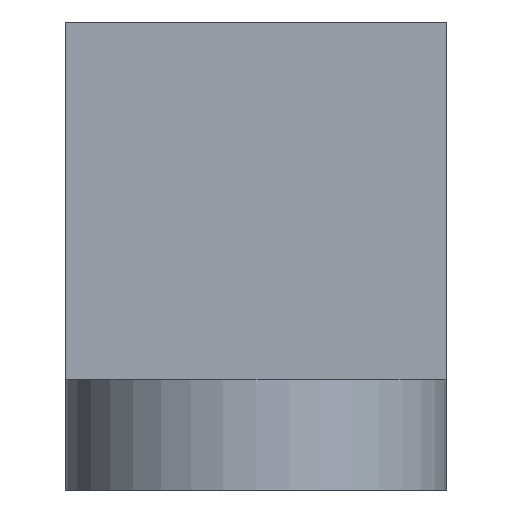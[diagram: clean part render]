
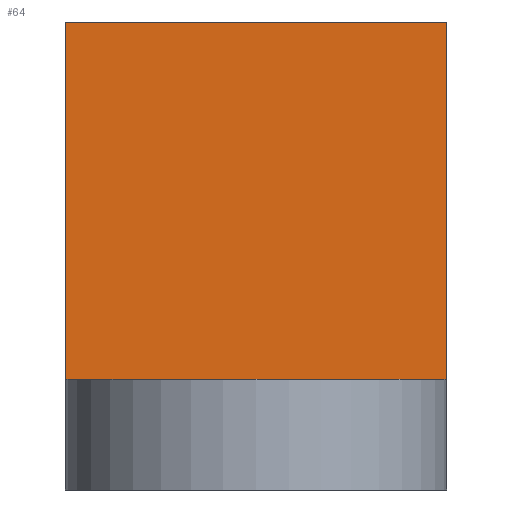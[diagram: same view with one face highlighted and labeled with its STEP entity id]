
A CAD part, left-side view. The second image highlights one B-rep face of the part: STEP entity #64.
In plain terms, the highlighted planar face has unit normal (-1, 0, 0).
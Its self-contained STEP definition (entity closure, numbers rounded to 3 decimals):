
#64=ADVANCED_FACE('',(#94),#82,.F.);
#82=PLANE('',#369);
#94=FACE_OUTER_BOUND('',#106,.T.);
#106=EDGE_LOOP('',(#130,#131,#132,#133));
#130=ORIENTED_EDGE('',*,*,#254,.F.);
#131=ORIENTED_EDGE('',*,*,#255,.F.);
#132=ORIENTED_EDGE('',*,*,#256,.T.);
#133=ORIENTED_EDGE('',*,*,#257,.T.);
#222=VERTEX_POINT('',#497);
#223=VERTEX_POINT('',#498);
#224=VERTEX_POINT('',#500);
#225=VERTEX_POINT('',#502);
#254=EDGE_CURVE('',#222,#223,#300,.T.);
#255=EDGE_CURVE('',#224,#222,#301,.T.);
#256=EDGE_CURVE('',#224,#225,#302,.T.);
#257=EDGE_CURVE('',#225,#223,#303,.T.);
#300=LINE('',#496,#334);
#301=LINE('',#499,#335);
#302=LINE('',#501,#336);
#303=LINE('',#503,#337);
#334=VECTOR('',#401,1.);
#335=VECTOR('',#402,1.);
#336=VECTOR('',#403,1.);
#337=VECTOR('',#404,1.);
#369=AXIS2_PLACEMENT_3D('',#504,#405,#406);
#401=DIRECTION('',(0.,1.,0.));
#402=DIRECTION('',(0.,0.,-1.));
#403=DIRECTION('',(0.,1.,0.));
#404=DIRECTION('',(0.,0.,-1.));
#405=DIRECTION('',(1.,0.,0.));
#406=DIRECTION('',(0.,0.,-1.));
#496=CARTESIAN_POINT('',(-1.5,-11.,3.2));
#497=CARTESIAN_POINT('',(-1.5,-11.,3.2));
#498=CARTESIAN_POINT('',(-1.5,0.,3.2));
#499=CARTESIAN_POINT('',(-1.5,-11.,11.5));
#500=CARTESIAN_POINT('',(-1.5,-11.,13.5));
#501=CARTESIAN_POINT('',(-1.5,-11.,13.5));
#502=CARTESIAN_POINT('',(-1.5,0.,13.5));
#503=CARTESIAN_POINT('',(-1.5,0.,13.5));
#504=CARTESIAN_POINT('',(-1.5,-11.,13.5));
